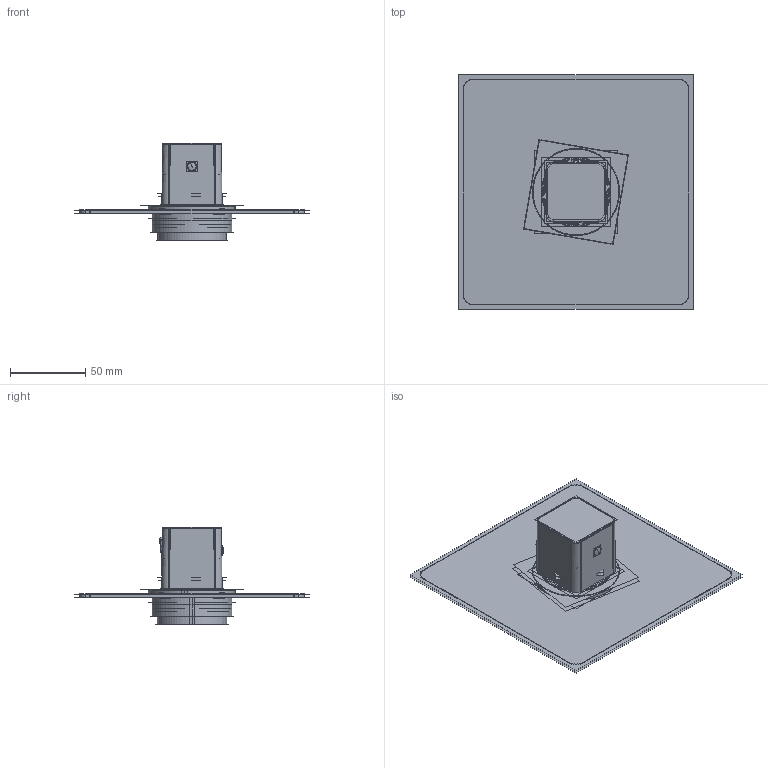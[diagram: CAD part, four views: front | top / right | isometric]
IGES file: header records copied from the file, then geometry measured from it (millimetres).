
Start section:  PTC IGES file: cul07200xx_pieno_asm.igs
Global section: file name: cul07200xx_pieno_asm.igs; native system: Pro/ENGINEER by Parametric Technology Corporation; preprocessor: 2004280; author: AdrianoZ; organization: Unknown; date: 080208.110426; units: millimetre
Bounding box: 156 x 156 x 65.06 mm (x, y, z)
Volume: 141285.2 mm3; surface area: 579504.1 mm2
Topology: 6 solids, 12 shells, 1070 faces, 5564 edges, 7048 vertices
Faces by surface type: bspline 548, revolution 522
